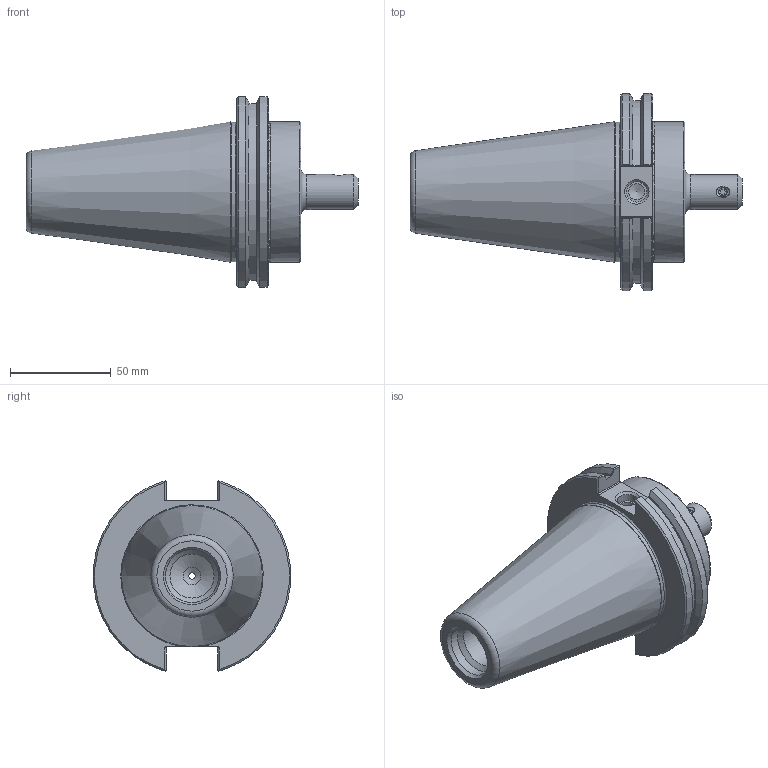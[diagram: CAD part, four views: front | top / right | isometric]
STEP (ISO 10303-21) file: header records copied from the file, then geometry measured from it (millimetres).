
FILE_DESCRIPTION((''),'2;1');
FILE_NAME('C50-01EM2.stp','2014-08-19T15:43:26',('kaykin'),(''),'Autodesk Inventor 2012','Autodesk Inventor 2012','');
FILE_SCHEMA(('AUTOMOTIVE_DESIGN { 1 0 10303 214 1 1 1 1 }'));
Length unit declared in the file: inch
Products named in the file (3): C50-01EM2; C50-01EM2-1; 029-014
Assembly tree (2 placements, depth 2):
  C50-01EM2
    C50-01EM2-1
    029-014
Bounding box: 165.1 x 98.06 x 94.71 mm (x, y, z)
Volume: 380569.6 mm3; surface area: 50813.7 mm2
Topology: 2 solids, 2 shells, 105 faces, 271 edges, 173 vertices
Faces by surface type: plane 41, cylinder 30, cone 21, bspline 8, torus 5
Full cylindrical faces by diameter (mm): 3.175 x2, 4.039 x1, 4.826 x1, 8 x1, 8.89 x1, 10.135 x1, 17.45 x1, 21.971 x1, 26.365 x1, 69.342 x1, 69.85 x1
Entity records: 4074 total; most frequent: CARTESIAN_POINT 1615, ORIENTED_EDGE 462, DIRECTION 444, EDGE_CURVE 231, AXIS2_PLACEMENT_3D 172, VERTEX_POINT 163, EDGE_LOOP 142, FACE_OUTER_BOUND 105
